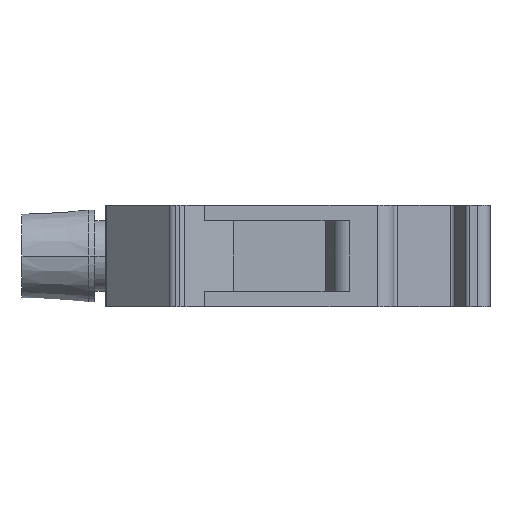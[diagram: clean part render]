
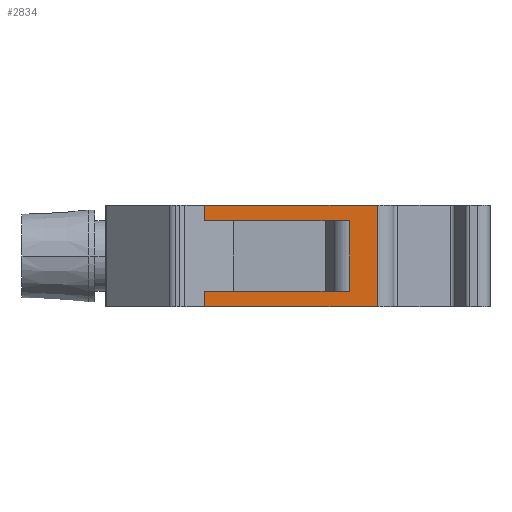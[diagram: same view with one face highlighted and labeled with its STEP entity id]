
A CAD part, left-side view. The second image highlights one B-rep face of the part: STEP entity #2834.
In plain terms, the highlighted planar face has unit normal (-1, 0, 0).
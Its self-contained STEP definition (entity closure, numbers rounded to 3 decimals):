
#75=DIRECTION('',(0.,-1.,0.));
#76=VECTOR('',#75,20.659);
#77=CARTESIAN_POINT('',(-19.7,-12.841,-6.1));
#78=LINE('',#77,#76);
#645=DIRECTION('',(0.,-1.,0.));
#646=VECTOR('',#645,17.3);
#647=CARTESIAN_POINT('',(-19.7,-12.841,-4.2));
#648=LINE('',#647,#646);
#649=DIRECTION('',(0.,0.,1.));
#650=VECTOR('',#649,8.4);
#651=CARTESIAN_POINT('',(-19.7,-30.141,-4.2));
#652=LINE('',#651,#650);
#653=DIRECTION('',(0.,-1.,0.));
#654=VECTOR('',#653,17.3);
#655=CARTESIAN_POINT('',(-19.7,-12.841,4.2));
#656=LINE('',#655,#654);
#657=DIRECTION('',(0.,0.,1.));
#658=VECTOR('',#657,1.9);
#659=CARTESIAN_POINT('',(-19.7,-12.841,4.2));
#660=LINE('',#659,#658);
#661=DIRECTION('',(0.,0.,1.));
#662=VECTOR('',#661,1.9);
#663=CARTESIAN_POINT('',(-19.7,-12.841,-6.1));
#664=LINE('',#663,#662);
#1111=DIRECTION('',(0.,-1.,0.));
#1112=VECTOR('',#1111,20.659);
#1113=CARTESIAN_POINT('',(-19.7,-12.841,6.1));
#1114=LINE('',#1113,#1112);
#1571=DIRECTION('',(0.,0.,1.));
#1572=VECTOR('',#1571,12.2);
#1573=CARTESIAN_POINT('',(-19.7,-33.5,-6.1));
#1574=LINE('',#1573,#1572);
#1837=CARTESIAN_POINT('',(-19.7,-12.841,-6.1));
#1838=VERTEX_POINT('',#1837);
#1839=CARTESIAN_POINT('',(-19.7,-33.5,-6.1));
#1840=VERTEX_POINT('',#1839);
#2077=CARTESIAN_POINT('',(-19.7,-12.841,6.1));
#2078=VERTEX_POINT('',#2077);
#2079=CARTESIAN_POINT('',(-19.7,-33.5,6.1));
#2080=VERTEX_POINT('',#2079);
#2339=CARTESIAN_POINT('',(-19.7,-12.841,-4.2));
#2340=CARTESIAN_POINT('',(-19.7,-30.141,-4.2));
#2341=VERTEX_POINT('',#2339);
#2342=VERTEX_POINT('',#2340);
#2343=CARTESIAN_POINT('',(-19.7,-12.841,4.2));
#2344=CARTESIAN_POINT('',(-19.7,-30.141,4.2));
#2345=VERTEX_POINT('',#2343);
#2346=VERTEX_POINT('',#2344);
#2813=CARTESIAN_POINT('',(-19.7,-12.841,-6.1));
#2814=DIRECTION('',(-1.,0.,0.));
#2815=DIRECTION('',(0.,-1.,0.));
#2816=AXIS2_PLACEMENT_3D('',#2813,#2814,#2815);
#2817=PLANE('',#2816);
#2818=ORIENTED_EDGE('',*,*,#2784,.T.);
#2820=ORIENTED_EDGE('',*,*,#2819,.T.);
#2822=ORIENTED_EDGE('',*,*,#2821,.F.);
#2824=ORIENTED_EDGE('',*,*,#2823,.T.);
#2826=ORIENTED_EDGE('',*,*,#2825,.T.);
#2828=ORIENTED_EDGE('',*,*,#2827,.F.);
#2829=ORIENTED_EDGE('',*,*,#2398,.F.);
#2831=ORIENTED_EDGE('',*,*,#2830,.T.);
#2832=EDGE_LOOP('',(#2818,#2820,#2822,#2824,#2826,#2828,#2829,#2831));
#2833=FACE_OUTER_BOUND('',#2832,.F.);
#2834=ADVANCED_FACE('',(#2833),#2817,.T.);
#2398=EDGE_CURVE('',#1838,#1840,#78,.T.);
#2784=EDGE_CURVE('',#2341,#2342,#648,.T.);
#2819=EDGE_CURVE('',#2342,#2346,#652,.T.);
#2821=EDGE_CURVE('',#2345,#2346,#656,.T.);
#2823=EDGE_CURVE('',#2345,#2078,#660,.T.);
#2825=EDGE_CURVE('',#2078,#2080,#1114,.T.);
#2827=EDGE_CURVE('',#1840,#2080,#1574,.T.);
#2830=EDGE_CURVE('',#1838,#2341,#664,.T.);
